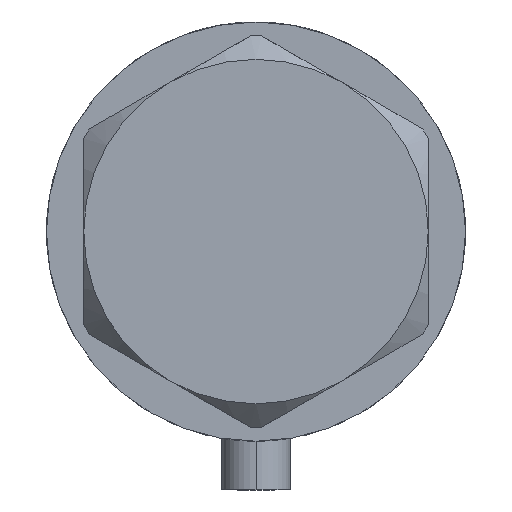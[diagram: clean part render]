
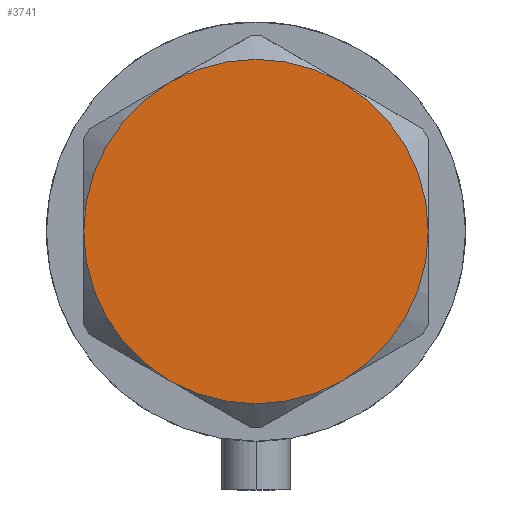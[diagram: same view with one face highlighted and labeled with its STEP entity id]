
A CAD part, left-side view. The second image highlights one B-rep face of the part: STEP entity #3741.
In plain terms, the highlighted face is planar.
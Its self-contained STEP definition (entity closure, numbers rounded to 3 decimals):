
#18 = AXIS2_PLACEMENT_3D ( 'NONE', #2447, #1754, #359 ) ;
#161 = CIRCLE ( 'NONE', #18, 30. ) ;
#284 = VERTEX_POINT ( 'NONE', #2264 ) ;
#359 = DIRECTION ( 'NONE',  ( 1., 0., 0. ) ) ;
#381 = DIRECTION ( 'NONE',  ( 0., 0., 1. ) ) ;
#409 = DIRECTION ( 'NONE',  ( 1., 0., 0. ) ) ;
#459 = CARTESIAN_POINT ( 'NONE',  ( 0., 0., 14.5 ) ) ;
#531 = CIRCLE ( 'NONE', #3646, 30. ) ;
#726 = CARTESIAN_POINT ( 'NONE',  ( 0., 0., 14.5 ) ) ;
#748 = CARTESIAN_POINT ( 'NONE',  ( 0., 0., 14.5 ) ) ;
#788 = ORIENTED_EDGE ( 'NONE', *, *, #2525, .T. ) ;
#902 = CIRCLE ( 'NONE', #4359, 30. ) ;
#911 = AXIS2_PLACEMENT_3D ( 'NONE', #726, #381, #4480 ) ;
#981 = CARTESIAN_POINT ( 'NONE',  ( 0., 0., 14.5 ) ) ;
#1002 = DIRECTION ( 'NONE',  ( 0., 0., 1. ) ) ;
#1041 = CIRCLE ( 'NONE', #3856, 30. ) ;
#1048 = AXIS2_PLACEMENT_3D ( 'NONE', #748, #2830, #4203 ) ;
#1086 = CARTESIAN_POINT ( 'NONE',  ( 0., 0., 14.5 ) ) ;
#1262 = ORIENTED_EDGE ( 'NONE', *, *, #3336, .T. ) ;
#1529 = VERTEX_POINT ( 'NONE', #3442 ) ;
#1675 = DIRECTION ( 'NONE',  ( 0., 0., 1. ) ) ;
#1741 = ORIENTED_EDGE ( 'NONE', *, *, #4428, .T. ) ;
#1745 = VERTEX_POINT ( 'NONE', #2214 ) ;
#1754 = DIRECTION ( 'NONE',  ( 0., 0., 1. ) ) ;
#1817 = VERTEX_POINT ( 'NONE', #2642 ) ;
#1920 = AXIS2_PLACEMENT_3D ( 'NONE', #981, #2021, #2695 ) ;
#2021 = DIRECTION ( 'NONE',  ( 0., 0., 1. ) ) ;
#2214 = CARTESIAN_POINT ( 'NONE',  ( 15., -25.981, 14.5 ) ) ;
#2217 = EDGE_CURVE ( 'NONE', #1529, #1817, #2789, .T. ) ;
#2264 = CARTESIAN_POINT ( 'NONE',  ( 30., 0., 14.5 ) ) ;
#2362 = CARTESIAN_POINT ( 'NONE',  ( 0., 0., 14.5 ) ) ;
#2447 = CARTESIAN_POINT ( 'NONE',  ( 0., 0., 14.5 ) ) ;
#2525 = EDGE_CURVE ( 'NONE', #284, #3789, #161, .T. ) ;
#2642 = CARTESIAN_POINT ( 'NONE',  ( -15., -25.981, 14.5 ) ) ;
#2695 = DIRECTION ( 'NONE',  ( 1., 0., 0. ) ) ;
#2767 = FACE_OUTER_BOUND ( 'NONE', #3567, .T. ) ;
#2789 = CIRCLE ( 'NONE', #1920, 30. ) ;
#2825 = ORIENTED_EDGE ( 'NONE', *, *, #2217, .T. ) ;
#2830 = DIRECTION ( 'NONE',  ( 0., 0., 1. ) ) ;
#2935 = ORIENTED_EDGE ( 'NONE', *, *, #3019, .T. ) ;
#3019 = EDGE_CURVE ( 'NONE', #3540, #1529, #1041, .T. ) ;
#3216 = DIRECTION ( 'NONE',  ( 1., 0., 0. ) ) ;
#3255 = DIRECTION ( 'NONE',  ( 0., 0., 1. ) ) ;
#3336 = EDGE_CURVE ( 'NONE', #1745, #284, #902, .T. ) ;
#3361 = CIRCLE ( 'NONE', #911, 30. ) ;
#3442 = CARTESIAN_POINT ( 'NONE',  ( -30., 0., 14.5 ) ) ;
#3540 = VERTEX_POINT ( 'NONE', #3780 ) ;
#3567 = EDGE_LOOP ( 'NONE', ( #1262, #788, #1741, #2935, #2825, #3946 ) ) ;
#3619 = EDGE_CURVE ( 'NONE', #1817, #1745, #531, .T. ) ;
#3646 = AXIS2_PLACEMENT_3D ( 'NONE', #2362, #1675, #4431 ) ;
#3741 = ADVANCED_FACE ( 'NONE', ( #2767 ), #3840, .T. ) ;
#3780 = CARTESIAN_POINT ( 'NONE',  ( -15., 25.981, 14.5 ) ) ;
#3789 = VERTEX_POINT ( 'NONE', #3994 ) ;
#3840 = PLANE ( 'NONE',  #1048 ) ;
#3856 = AXIS2_PLACEMENT_3D ( 'NONE', #1086, #1002, #409 ) ;
#3946 = ORIENTED_EDGE ( 'NONE', *, *, #3619, .T. ) ;
#3994 = CARTESIAN_POINT ( 'NONE',  ( 15., 25.981, 14.5 ) ) ;
#4203 = DIRECTION ( 'NONE',  ( 1., 0., 0. ) ) ;
#4359 = AXIS2_PLACEMENT_3D ( 'NONE', #459, #3255, #3216 ) ;
#4428 = EDGE_CURVE ( 'NONE', #3789, #3540, #3361, .T. ) ;
#4431 = DIRECTION ( 'NONE',  ( 1., 0., 0. ) ) ;
#4480 = DIRECTION ( 'NONE',  ( 1., 0., 0. ) ) ;
